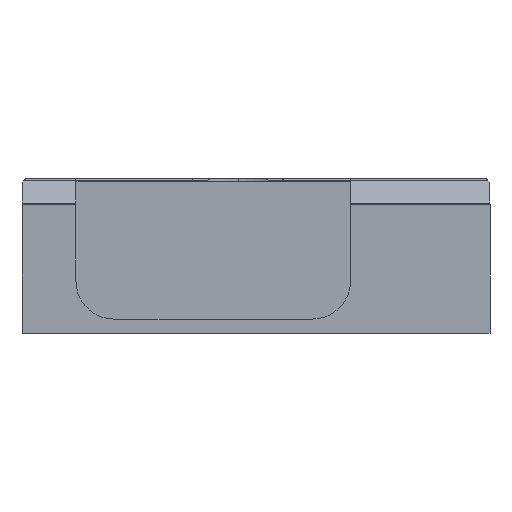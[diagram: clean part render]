
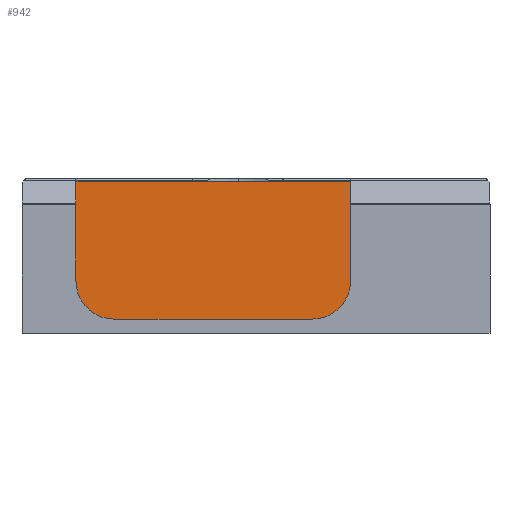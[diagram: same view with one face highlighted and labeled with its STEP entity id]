
A CAD part, front view. The second image highlights one B-rep face of the part: STEP entity #942.
In plain terms, the highlighted planar face has unit normal (0, -1, 0).
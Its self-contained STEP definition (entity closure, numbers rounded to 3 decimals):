
#942=ADVANCED_FACE('NONE',(#2761),#2762,.F.);
#1184=VERTEX_POINT('NONE',#3026);
#1242=EDGE_CURVE('NONE',#1184,#1418,#3092,.T.);
#1362=VERTEX_POINT('NONE',#3217);
#1418=VERTEX_POINT('NONE',#3277);
#1442=VERTEX_POINT('NONE',#3301);
#1602=EDGE_CURVE('NONE',#1442,#1362,#3480,.T.);
#2062=VERTEX_POINT('NONE',#3973);
#2280=VERTEX_POINT('NONE',#4219);
#2324=EDGE_CURVE('NONE',#1362,#2062,#4266,.T.);
#2330=EDGE_CURVE('NONE',#1418,#2280,#4272,.T.);
#2584=EDGE_CURVE('NONE',#2062,#1184,#4549,.F.);
#2668=EDGE_CURVE('NONE',#2280,#1442,#4638,.T.);
#2761=FACE_OUTER_BOUND('',#4732,.T.);
#2762=PLANE('',#4733);
#3026=CARTESIAN_POINT('',(-5.4,4.2,-8.0));
#3092=CIRCLE('',#6023,2.1);
#3217=CARTESIAN_POINT('',(7.75,4.2,-5.9));
#3277=CARTESIAN_POINT('',(-7.5,4.2,-5.9));
#3301=CARTESIAN_POINT('',(7.75,4.2,-0.346));
#3480=LINE('',#7175,#7176);
#3973=CARTESIAN_POINT('',(5.65,4.2,-8.0));
#4219=CARTESIAN_POINT('',(-7.5,4.2,-0.346));
#4266=CIRCLE('',#10546,2.1);
#4272=LINE('',#10553,#10554);
#4549=LINE('',#11693,#11694);
#4638=LINE('',#11888,#11889);
#4732=EDGE_LOOP('',(#12171,#12172,#12173,#12174,#12175,#12176));
#4733=AXIS2_PLACEMENT_3D('',#12177,#12178,#12179);
#6023=AXIS2_PLACEMENT_3D('',#12561,#12562,#12563);
#7175=CARTESIAN_POINT('',(7.75,4.2,-2.45));
#7176=VECTOR('',#12912,1.0);
#10546=AXIS2_PLACEMENT_3D('',#13646,#13647,#13648);
#10553=CARTESIAN_POINT('',(-7.5,4.2,-5.9));
#10554=VECTOR('',#13649,1.0);
#11693=CARTESIAN_POINT('',(5.65,4.2,-8.0));
#11694=VECTOR('',#13882,1.0);
#11888=CARTESIAN_POINT('',(10.575,4.2,-0.346));
#11889=VECTOR('',#13951,1.0);
#12171=ORIENTED_EDGE('',*,*,#2668,.F.);
#12172=ORIENTED_EDGE('',*,*,#2330,.F.);
#12173=ORIENTED_EDGE('',*,*,#1242,.F.);
#12174=ORIENTED_EDGE('',*,*,#2584,.F.);
#12175=ORIENTED_EDGE('',*,*,#2324,.F.);
#12176=ORIENTED_EDGE('',*,*,#1602,.F.);
#12177=CARTESIAN_POINT('',(5.65,4.2,-5.9));
#12178=DIRECTION('',(-0.0,1.0,0.0));
#12179=DIRECTION('',(1.0,0.0,0.0));
#12561=CARTESIAN_POINT('',(-5.4,4.2,-5.9));
#12562=DIRECTION('',(0.0,1.0,0.0));
#12563=DIRECTION('',(-1.0,0.0,0.0));
#12912=DIRECTION('',(0.0,0.0,-1.0));
#13646=CARTESIAN_POINT('',(5.65,4.2,-5.9));
#13647=DIRECTION('',(0.0,1.0,0.0));
#13648=DIRECTION('',(-1.0,0.0,0.0));
#13649=DIRECTION('',(0.,0.0,1.0));
#13882=DIRECTION('',(1.0,0.0,0.));
#13951=DIRECTION('',(1.0,0.0,0.0));
